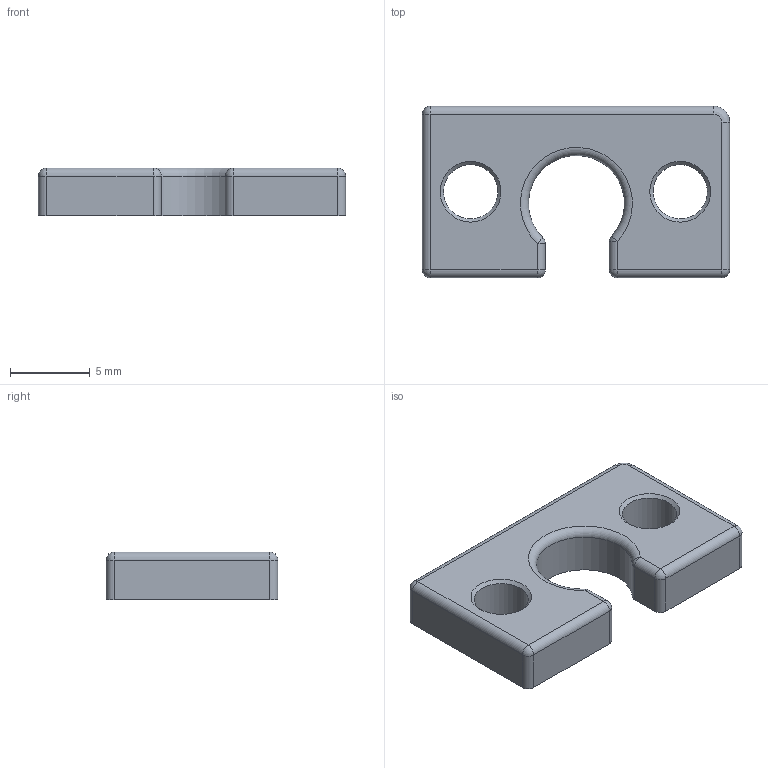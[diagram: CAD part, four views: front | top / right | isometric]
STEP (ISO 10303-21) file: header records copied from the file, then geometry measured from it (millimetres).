
FILE_DESCRIPTION(/* description */ (''),/* implementation_level */ '2;1');
FILE_NAME(/* name */ 'power umbilical sleeve.step',/* time_stamp */ '2024-05-31T17:09:30+08:00',/* author */ (''),/* organization */ (''),/* preprocessor_version */ 'ST-DEVELOPER v20',/* originating_system */ 'Autodesk Translation Framework v13.14.0.145',/* authorisation */ '');
FILE_SCHEMA (('AUTOMOTIVE_DESIGN { 1 0 10303 214 3 1 1 }'));
Length unit declared in the file: millimetre
Products named in the file (1): Ebb36 Mount Sherpa Mini (1) (1)
Bounding box: 19.21 x 10.74 x 3 mm (x, y, z)
Volume: 451.1 mm3; surface area: 570.4 mm2
Topology: 1 solids, 1 shells, 38 faces, 85 edges, 49 vertices
Faces by surface type: cylinder 18, plane 9, sphere 7, cone 2, torus 1, bspline 1
Full cylindrical faces by diameter (mm): 3.4 x2
Entity records: 1101 total; most frequent: DIRECTION 205, CARTESIAN_POINT 181, ORIENTED_EDGE 170, EDGE_CURVE 85, AXIS2_PLACEMENT_3D 82, VERTEX_POINT 49, CIRCLE 44, EDGE_LOOP 42
